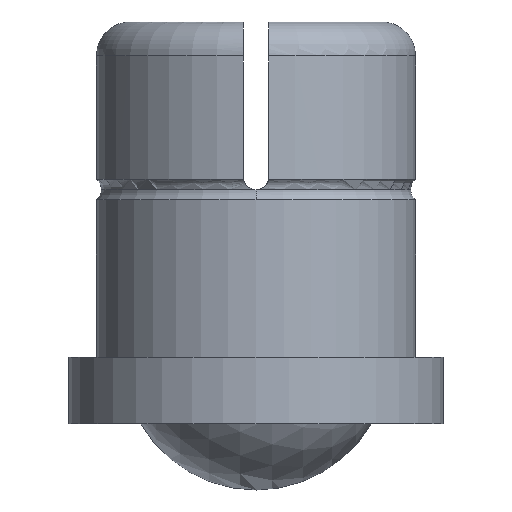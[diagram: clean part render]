
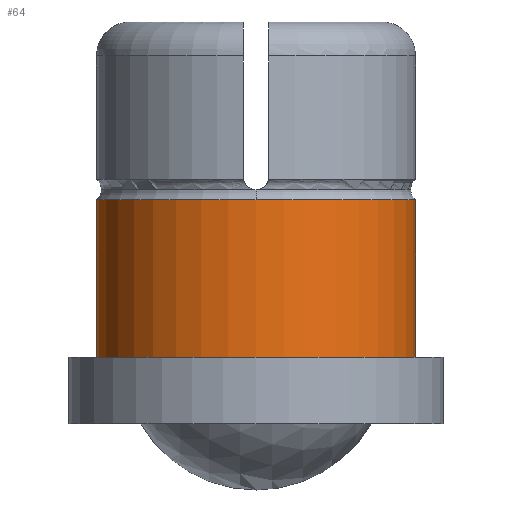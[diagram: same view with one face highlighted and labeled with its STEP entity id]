
A CAD part, front view. The second image highlights one B-rep face of the part: STEP entity #64.
In plain terms, the highlighted cylindrical face has radius 2.381 mm (diameter 4.763 mm), a partial arc.
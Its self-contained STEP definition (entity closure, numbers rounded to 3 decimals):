
#64=ADVANCED_FACE('',(#150),#151,.T.);
#150=FACE_OUTER_BOUND('',#259,.T.);
#151=CYLINDRICAL_SURFACE('',#260,2.381);
#259=EDGE_LOOP('',(#375,#376,#377,#378,#379));
#260=AXIS2_PLACEMENT_3D('',#380,#381,#382);
#375=ORIENTED_EDGE('',*,*,#656,.F.);
#376=ORIENTED_EDGE('',*,*,#657,.T.);
#377=ORIENTED_EDGE('',*,*,#658,.T.);
#378=ORIENTED_EDGE('',*,*,#659,.F.);
#379=ORIENTED_EDGE('',*,*,#660,.F.);
#380=CARTESIAN_POINT('',(0.,0.0,4.23));
#381=DIRECTION('',(0.,0.,-1.0));
#382=DIRECTION('',(1.0,0.,0.));
#656=EDGE_CURVE('',#781,#782,#783,.T.);
#657=EDGE_CURVE('',#781,#784,#785,.T.);
#658=EDGE_CURVE('',#784,#786,#787,.T.);
#659=EDGE_CURVE('',#788,#786,#789,.T.);
#660=EDGE_CURVE('',#782,#788,#790,.T.);
#781=VERTEX_POINT('',#1021);
#782=VERTEX_POINT('',#1022);
#783=LINE('',#1023,#1024);
#784=VERTEX_POINT('',#1025);
#785=CIRCLE('',#1026,2.381);
#786=VERTEX_POINT('',#1027);
#787=CIRCLE('',#1028,2.381);
#788=VERTEX_POINT('',#1029);
#789=LINE('',#1030,#1031);
#790=CIRCLE('',#1032,2.381);
#1021=CARTESIAN_POINT('',(2.381,0.,4.33));
#1022=CARTESIAN_POINT('',(2.381,0.,1.981));
#1023=CARTESIAN_POINT('',(2.381,0.,4.23));
#1024=VECTOR('',#1571,1.0);
#1025=CARTESIAN_POINT('',(0.,-2.381,4.33));
#1026=AXIS2_PLACEMENT_3D('',#1572,#1573,#1574);
#1027=CARTESIAN_POINT('',(-2.381,0.,4.33));
#1028=AXIS2_PLACEMENT_3D('',#1575,#1576,#1577);
#1029=CARTESIAN_POINT('',(-2.381,0.,1.981));
#1030=CARTESIAN_POINT('',(-2.381,0.,4.23));
#1031=VECTOR('',#1578,1.0);
#1032=AXIS2_PLACEMENT_3D('',#1579,#1580,#1581);
#1571=DIRECTION('',(0.,0.0,-1.0));
#1572=CARTESIAN_POINT('',(0.,0.0,4.33));
#1573=DIRECTION('',(0.,0.,-1.0));
#1574=DIRECTION('',(1.0,0.,0.));
#1575=CARTESIAN_POINT('',(0.,0.0,4.33));
#1576=DIRECTION('',(0.,0.,-1.0));
#1577=DIRECTION('',(1.0,0.,0.));
#1578=DIRECTION('',(0.,-0.0,1.0));
#1579=CARTESIAN_POINT('',(0.,0.0,1.981));
#1580=DIRECTION('',(0.,0.,-1.0));
#1581=DIRECTION('',(1.0,0.,0.));
